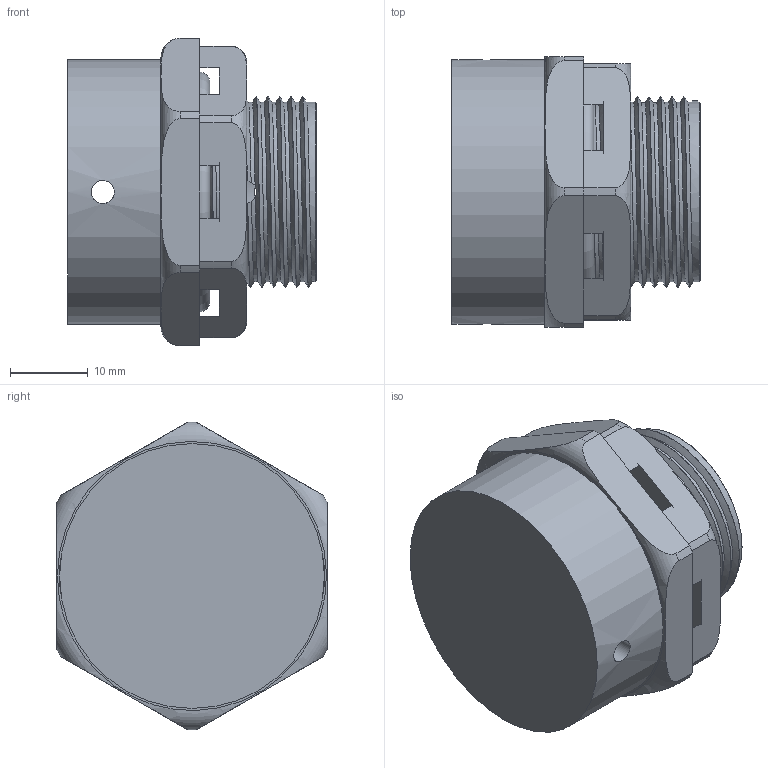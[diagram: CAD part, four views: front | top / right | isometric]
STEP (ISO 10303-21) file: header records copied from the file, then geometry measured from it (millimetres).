
FILE_DESCRIPTION(/* description */ ('EE-Stutzen M 25x1,5'),/* implementation_level */ '2;1');
FILE_NAME(/* name */ '74000526-RST.stp',/* time_stamp */ '2020-04-15T09:32:50+02:00',/* author */ ('sl'),/* organization */ (''),/* preprocessor_version */ 'ST-DEVELOPER v16.5',/* originating_system */ 'Autodesk Inventor 2017',/* authorisation */ '');
FILE_SCHEMA (('AUTOMOTIVE_DESIGN { 1 0 10303 214 3 1 1 }'));
Length unit declared in the file: millimetre
Products named in the file (5): 74000526; 74000526_1; 74000526_2; 74000526_3; 74000526_4
Assembly tree (4 placements, depth 2):
  74000526
    74000526_1
    74000526_2
    74000526_3
    74000526_4
Bounding box: 32 x 34.9 x 39.7 mm (x, y, z)
Volume: 22052.2 mm3; surface area: 10387.9 mm2
Topology: 4 solids, 4 shells, 97 faces, 278 edges, 182 vertices
Faces by surface type: cylinder 44, plane 29, bspline 13, torus 9, cone 2
Full cylindrical faces by diameter (mm): 3 x5, 5 x1, 13.3 x2, 34.16 x1
Entity records: 6288 total; most frequent: CARTESIAN_POINT 3902, ORIENTED_EDGE 496, DIRECTION 415, EDGE_CURVE 248, AXIS2_PLACEMENT_3D 173, VERTEX_POINT 168, EDGE_LOOP 120, B_SPLINE_CURVE_WITH_KNOTS 99
